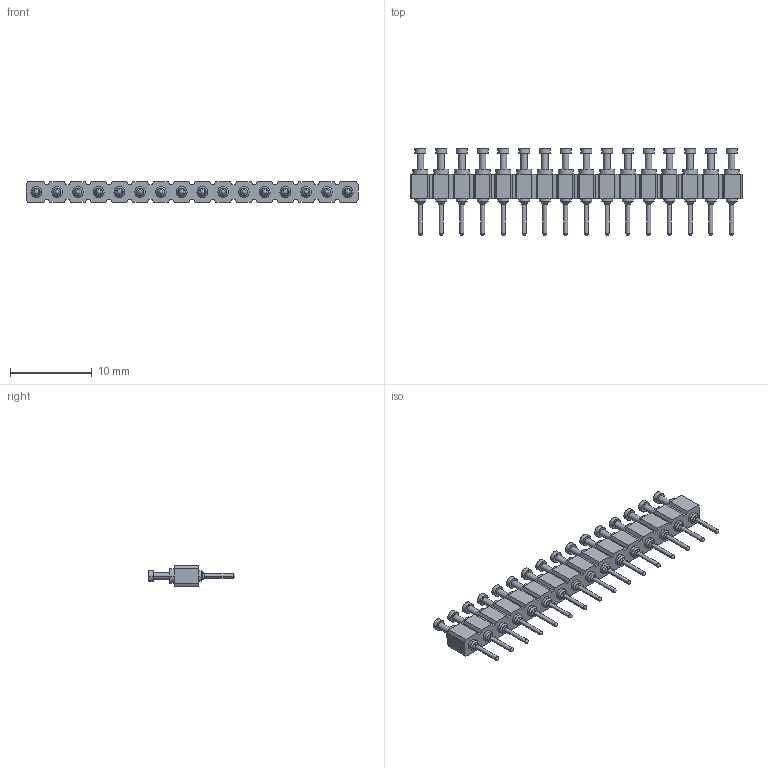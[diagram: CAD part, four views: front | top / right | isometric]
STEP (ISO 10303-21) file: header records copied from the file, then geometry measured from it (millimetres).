
FILE_DESCRIPTION(('STEP AP242'),'1');
FILE_NAME('pcb_connector_370-80-116-00-001101.stp','2022-03-13T03:18:10',('TraceParts'),('TraceParts S.A.'),'Spatial InterOp 3D',' ',' ');
FILE_SCHEMA(('AP242_MANAGED_MODEL_BASED_3D_ENGINEERING_MIM_LF {1 0 10303 442 1 1 4}'));
Length unit declared in the file: millimetre
Products named in the file (1): pcb_connector_370-80-116-00-001101
Bounding box: 40.64 x 10.6 x 2.54 mm (x, y, z)
Volume: 360.8 mm3; surface area: 815.2 mm2
Topology: 1 solids, 1 shells, 466 faces, 1168 edges, 752 vertices
Faces by surface type: plane 194, cylinder 160, torus 64, cone 32, sphere 16
Entity records: 17656 total; most frequent: DIRECTION 2630, CARTESIAN_POINT 2355, ORIENTED_EDGE 2272, EDGE_CURVE 1136, AXIS2_PLACEMENT_3D 1027, VERTEX_POINT 752, LINE 576, VECTOR 576
